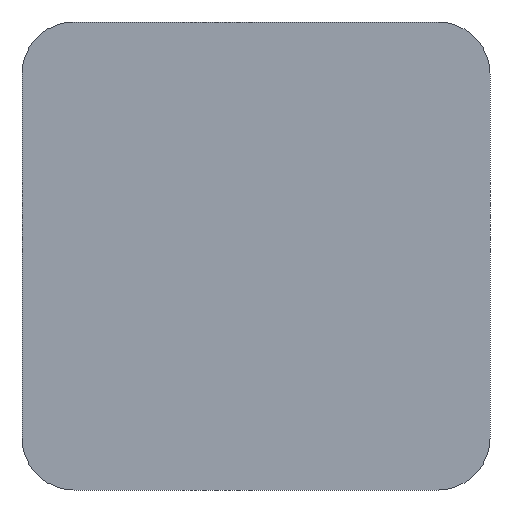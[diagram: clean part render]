
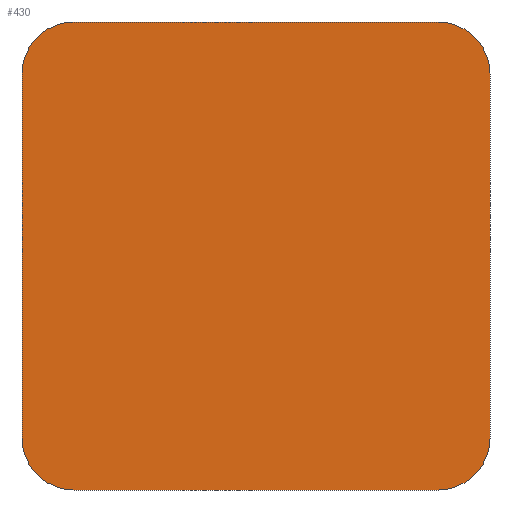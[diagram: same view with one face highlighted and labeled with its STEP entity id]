
A CAD part, front view. The second image highlights one B-rep face of the part: STEP entity #430.
In plain terms, the highlighted planar face has unit normal (0, -1, 0).
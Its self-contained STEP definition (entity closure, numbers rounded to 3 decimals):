
#25=CIRCLE('',#465,5.);
#26=CIRCLE('',#468,5.);
#27=CIRCLE('',#471,5.);
#28=CIRCLE('',#474,5.);
#44=PLANE('',#486);
#67=FACE_OUTER_BOUND('',#94,.T.);
#94=EDGE_LOOP('',(#385,#386,#387,#388,#389,#390,#391,#392));
#122=LINE('',#686,#163);
#125=LINE('',#694,#166);
#128=LINE('',#703,#169);
#139=LINE('',#733,#180);
#163=VECTOR('',#554,10.);
#166=VECTOR('',#563,10.);
#169=VECTOR('',#572,10.);
#180=VECTOR('',#609,10.);
#206=VERTEX_POINT('',#678);
#207=VERTEX_POINT('',#679);
#208=VERTEX_POINT('',#684);
#209=VERTEX_POINT('',#688);
#210=VERTEX_POINT('',#692);
#211=VERTEX_POINT('',#696);
#212=VERTEX_POINT('',#697);
#213=VERTEX_POINT('',#702);
#250=EDGE_CURVE('',#206,#207,#25,.T.);
#254=EDGE_CURVE('',#206,#208,#122,.T.);
#255=EDGE_CURVE('',#209,#208,#26,.T.);
#258=EDGE_CURVE('',#209,#210,#125,.T.);
#259=EDGE_CURVE('',#211,#212,#27,.T.);
#262=EDGE_CURVE('',#213,#212,#128,.T.);
#264=EDGE_CURVE('',#213,#210,#28,.T.);
#277=EDGE_CURVE('',#211,#207,#139,.T.);
#385=ORIENTED_EDGE('',*,*,#250,.F.);
#386=ORIENTED_EDGE('',*,*,#254,.T.);
#387=ORIENTED_EDGE('',*,*,#255,.F.);
#388=ORIENTED_EDGE('',*,*,#258,.T.);
#389=ORIENTED_EDGE('',*,*,#264,.F.);
#390=ORIENTED_EDGE('',*,*,#262,.T.);
#391=ORIENTED_EDGE('',*,*,#259,.F.);
#392=ORIENTED_EDGE('',*,*,#277,.T.);
#430=ADVANCED_FACE('',(#67),#44,.T.);
#465=AXIS2_PLACEMENT_3D('',#680,#547,#548);
#468=AXIS2_PLACEMENT_3D('',#689,#557,#558);
#471=AXIS2_PLACEMENT_3D('',#698,#566,#567);
#474=AXIS2_PLACEMENT_3D('',#706,#576,#577);
#486=AXIS2_PLACEMENT_3D('',#734,#610,#611);
#547=DIRECTION('center_axis',(0.,1.,0.));
#548=DIRECTION('ref_axis',(-0.707,0.,-0.707));
#554=DIRECTION('',(1.,0.,0.));
#557=DIRECTION('center_axis',(0.,1.,0.));
#558=DIRECTION('ref_axis',(0.707,0.,-0.707));
#563=DIRECTION('',(0.,0.,1.));
#566=DIRECTION('center_axis',(0.,1.,0.));
#567=DIRECTION('ref_axis',(-0.707,0.,0.707));
#572=DIRECTION('',(-1.,0.,0.));
#576=DIRECTION('center_axis',(0.,1.,0.));
#577=DIRECTION('ref_axis',(0.707,0.,0.707));
#609=DIRECTION('',(0.,0.,-1.));
#610=DIRECTION('center_axis',(0.,-1.,0.));
#611=DIRECTION('ref_axis',(0.,0.,-1.));
#678=CARTESIAN_POINT('',(-5.,-23.,-10.));
#679=CARTESIAN_POINT('',(-10.,-23.,-5.));
#680=CARTESIAN_POINT('Origin',(-5.,-23.,-5.));
#684=CARTESIAN_POINT('',(30.,-23.,-10.));
#686=CARTESIAN_POINT('',(-10.,-23.,-10.));
#688=CARTESIAN_POINT('',(35.,-23.,-5.));
#689=CARTESIAN_POINT('Origin',(30.,-23.,-5.));
#692=CARTESIAN_POINT('',(35.,-23.,30.));
#694=CARTESIAN_POINT('',(35.,-23.,-10.));
#696=CARTESIAN_POINT('',(-10.,-23.,30.));
#697=CARTESIAN_POINT('',(-5.,-23.,35.));
#698=CARTESIAN_POINT('Origin',(-5.,-23.,30.));
#702=CARTESIAN_POINT('',(30.,-23.,35.));
#703=CARTESIAN_POINT('',(35.,-23.,35.));
#706=CARTESIAN_POINT('Origin',(30.,-23.,30.));
#733=CARTESIAN_POINT('',(-10.,-23.,35.));
#734=CARTESIAN_POINT('Origin',(12.5,-23.,12.5));
